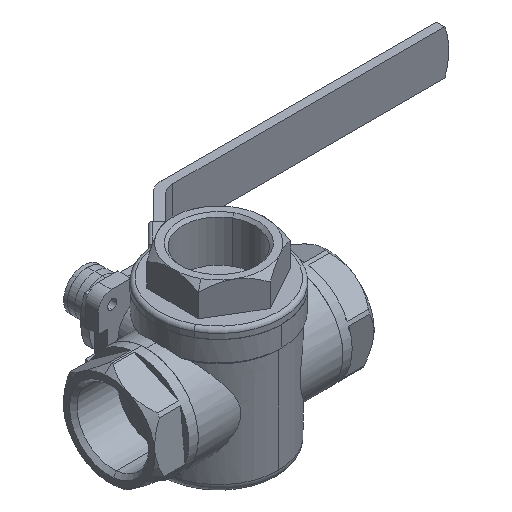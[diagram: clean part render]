
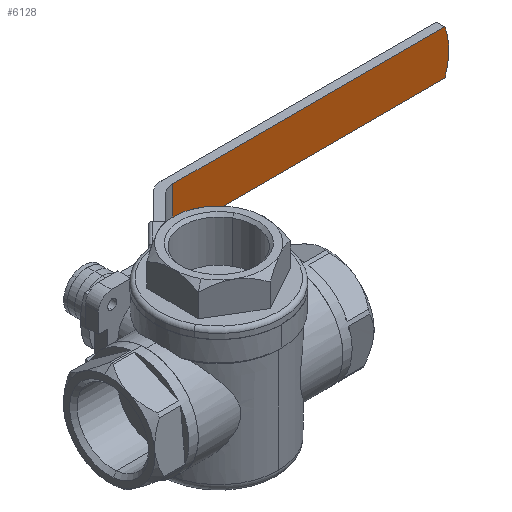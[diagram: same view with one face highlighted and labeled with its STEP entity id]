
A CAD part, isometric view. The second image highlights one B-rep face of the part: STEP entity #6128.
In plain terms, the highlighted planar face has unit normal (0, -1, 0).
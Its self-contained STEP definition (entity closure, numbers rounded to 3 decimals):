
#5644=DIRECTION('',(-1.,0.,0.));
#5645=VECTOR('',#5644,146.67);
#5646=CARTESIAN_POINT('',(182.312,31.5,12.));
#5647=LINE('',#5646,#5645);
#5720=DIRECTION('',(-1.,0.,0.));
#5721=VECTOR('',#5720,146.67);
#5722=CARTESIAN_POINT('',(182.312,31.5,-12.));
#5723=LINE('',#5722,#5721);
#5760=DIRECTION('',(0.,0.,-1.));
#5761=VECTOR('',#5760,24.);
#5762=CARTESIAN_POINT('',(35.642,31.5,12.));
#5763=LINE('',#5762,#5761);
#5768=CARTESIAN_POINT('',(150.5,31.5,0.));
#5769=DIRECTION('',(0.,1.,0.));
#5770=DIRECTION('',(0.936,0.,0.353));
#5771=AXIS2_PLACEMENT_3D('',#5768,#5769,#5770);
#5837=CARTESIAN_POINT('',(182.312,31.5,12.));
#5838=CARTESIAN_POINT('',(182.312,31.5,-12.));
#5839=VERTEX_POINT('',#5837);
#5840=VERTEX_POINT('',#5838);
#5841=CARTESIAN_POINT('',(35.642,31.5,12.));
#5842=VERTEX_POINT('',#5841);
#5843=CARTESIAN_POINT('',(35.642,31.5,-12.));
#5844=VERTEX_POINT('',#5843);
#6117=CARTESIAN_POINT('',(110.084,31.5,0.));
#6118=DIRECTION('',(0.,1.,0.));
#6119=DIRECTION('',(0.,0.,1.));
#6120=AXIS2_PLACEMENT_3D('',#6117,#6118,#6119);
#6121=PLANE('',#6120);
#6122=ORIENTED_EDGE('',*,*,#5995,.T.);
#6123=ORIENTED_EDGE('',*,*,#6043,.T.);
#6124=ORIENTED_EDGE('',*,*,#6109,.F.);
#6125=ORIENTED_EDGE('',*,*,#5967,.F.);
#6126=EDGE_LOOP('',(#6122,#6123,#6124,#6125));
#6127=FACE_OUTER_BOUND('',#6126,.F.);
#5772=CIRCLE('',#5771,34.);
#5967=EDGE_CURVE('',#5839,#5842,#5647,.T.);
#5995=EDGE_CURVE('',#5839,#5840,#5772,.T.);
#6043=EDGE_CURVE('',#5840,#5844,#5723,.T.);
#6109=EDGE_CURVE('',#5842,#5844,#5763,.T.);
#6128=ADVANCED_FACE('',(#6127),#6121,.F.);
